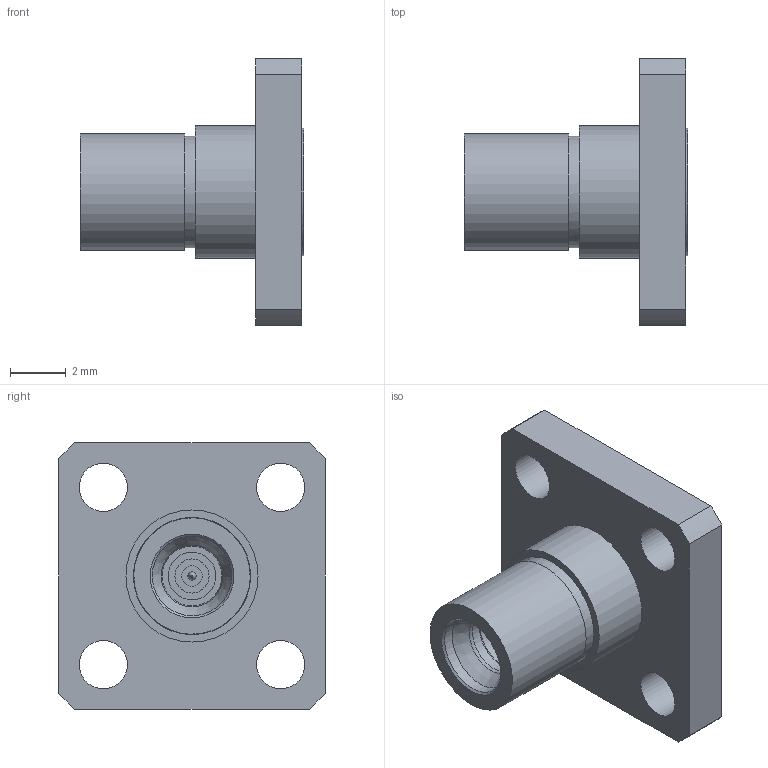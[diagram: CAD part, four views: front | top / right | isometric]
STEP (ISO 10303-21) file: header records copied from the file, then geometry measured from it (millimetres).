
FILE_DESCRIPTION(/* description */ (''),/* implementation_level */ '2;1');
FILE_NAME(/* name */ 'MSSP-19509-MECH-REV-.stp',/* time_stamp */ '2022-11-15T14:58:02-08:00',/* author */ ('MTorres'),/* organization */ (''),/* preprocessor_version */ 'ST-DEVELOPER v19.2',/* originating_system */ 'Autodesk Inventor 2023',/* authorisation */ '');
FILE_SCHEMA (('AUTOMOTIVE_DESIGN { 1 0 10303 214 3 1 1 }'));
Length unit declared in the file: inch
Products named in the file (1): MSSP-19509_Simplify_1
Bounding box: 8 x 9.53 x 9.53 mm (x, y, z)
Volume: 216.5 mm3; surface area: 407.6 mm2
Topology: 1 solids, 1 shells, 64 faces, 142 edges, 92 vertices
Faces by surface type: plane 26, cylinder 25, cone 9, torus 3, bspline 1
Full cylindrical faces by diameter (mm): 0.297 x1, 0.406 x1, 0.638 x1, 0.711 x1, 0.737 x1, 0.762 x1, 1.219 x1, 1.702 x1, 1.727 x4, 1.943 x1, 1.981 x1, 2.141 x1, 2.21 x1, 2.845 x1, 3.99 x1, 4.166 x1, 4.572 x1, 4.724 x1
Entity records: 1877 total; most frequent: CARTESIAN_POINT 360, DIRECTION 330, ORIENTED_EDGE 282, EDGE_CURVE 141, AXIS2_PLACEMENT_3D 137, VERTEX_POINT 92, EDGE_LOOP 85, CIRCLE 73
